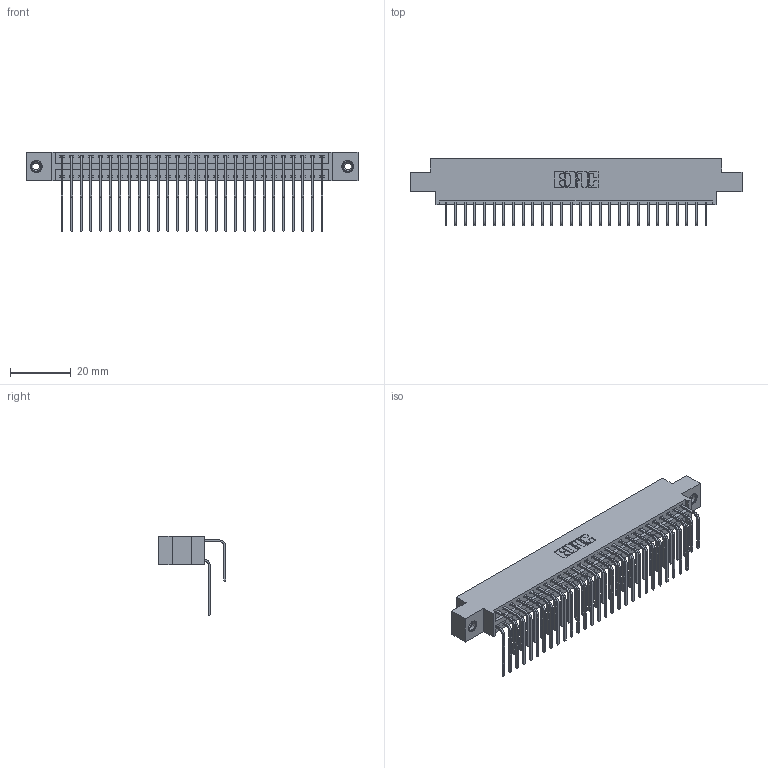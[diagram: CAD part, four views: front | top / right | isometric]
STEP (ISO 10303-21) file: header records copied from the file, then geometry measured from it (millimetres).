
FILE_DESCRIPTION (( 'STEP AP203' ), '1' );
FILE_NAME ('396-056-558-808.STEP', '2018-09-08T10:24:28', ( '' ), ( '' ), 'SwSTEP 2.0', 'SolidWorks 2016', '' );
FILE_SCHEMA (( 'CONFIG_CONTROL_DESIGN' ));
Length unit declared in the file: inch
Products named in the file (5): 345-292-001_558 559 Tail - 1; 345-292-001_558 Tail - 2; 346 Part_0.170 Offset - 0.156 Dia-TI; 345-250-001_345-250-003-102; 396-056-558-808
Assembly tree (59 placements, depth 2):
  396-056-558-808
    346 Part_0.170 Offset - 0.156 Dia-TI
    345-292-001_558 559 Tail - 1  x28
    345-292-001_558 Tail - 2  x28
    345-250-001_345-250-003-102  x2
Bounding box: 109.47 x 22.16 x 26.16 mm (x, y, z)
Volume: 10728.3 mm3; surface area: 16276.1 mm2
Topology: 59 solids, 59 shells, 3210 faces, 9493 edges, 6246 vertices
Faces by surface type: plane 2184, cylinder 1010, cone 12, torus 4
Entity records: 23260 total; most frequent: CARTESIAN_POINT 3890, ORIENTED_EDGE 3766, DIRECTION 3477, EDGE_CURVE 1883, LINE 1579, VECTOR 1579, VERTEX_POINT 1248, AXIS2_PLACEMENT_3D 949
